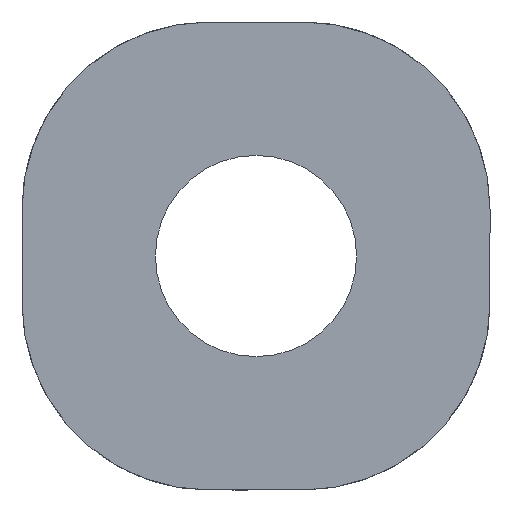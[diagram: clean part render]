
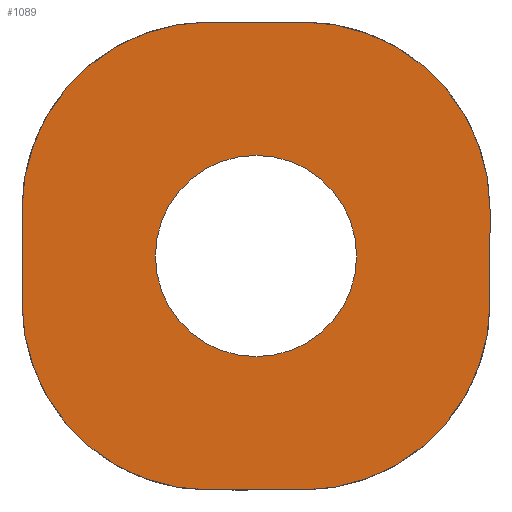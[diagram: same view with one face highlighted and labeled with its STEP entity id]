
A CAD part, front view. The second image highlights one B-rep face of the part: STEP entity #1089.
In plain terms, the highlighted planar face has unit normal (0, -1, 0).
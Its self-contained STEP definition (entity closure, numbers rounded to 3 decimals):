
#11 = CARTESIAN_POINT ( 'NONE',  ( 10., 0., 0. ) ) ;
#80 = DIRECTION ( 'NONE',  ( 0., 0., -1. ) ) ;
#116 = AXIS2_PLACEMENT_3D ( 'NONE', #472, #327, #639 ) ;
#131 = FACE_OUTER_BOUND ( 'NONE', #1213, .T. ) ;
#135 = CIRCLE ( 'NONE', #618, 4. ) ;
#171 = ORIENTED_EDGE ( 'NONE', *, *, #670, .T. ) ;
#256 = ORIENTED_EDGE ( 'NONE', *, *, #1116, .F. ) ;
#263 = CARTESIAN_POINT ( 'NONE',  ( 5., 0., -2.85 ) ) ;
#264 = ORIENTED_EDGE ( 'NONE', *, *, #1343, .T. ) ;
#269 = CARTESIAN_POINT ( 'NONE',  ( 5., 0., -5. ) ) ;
#301 = DIRECTION ( 'NONE',  ( 0., -1., 0. ) ) ;
#327 = DIRECTION ( 'NONE',  ( 0., -1., 0. ) ) ;
#356 = DIRECTION ( 'NONE',  ( 0., -1., 0. ) ) ;
#357 = AXIS2_PLACEMENT_3D ( 'NONE', #1189, #544, #976 ) ;
#363 = EDGE_CURVE ( 'NONE', #757, #1242, #1269, .T. ) ;
#371 = DIRECTION ( 'NONE',  ( 0., 0., 1. ) ) ;
#378 = CARTESIAN_POINT ( 'NONE',  ( 0., 0., 0. ) ) ;
#410 = CARTESIAN_POINT ( 'NONE',  ( 0., 0., -4. ) ) ;
#423 = VERTEX_POINT ( 'NONE', #410 ) ;
#442 = CIRCLE ( 'NONE', #749, 4. ) ;
#452 = ORIENTED_EDGE ( 'NONE', *, *, #958, .F. ) ;
#472 = CARTESIAN_POINT ( 'NONE',  ( 6., 0., -4. ) ) ;
#475 = DIRECTION ( 'NONE',  ( 0., 1., 0. ) ) ;
#484 = CARTESIAN_POINT ( 'NONE',  ( 4., 0., -6. ) ) ;
#501 = VECTOR ( 'NONE', #626, 1000. ) ;
#524 = CARTESIAN_POINT ( 'NONE',  ( 10., 0., -6. ) ) ;
#539 = EDGE_CURVE ( 'NONE', #917, #423, #442, .T. ) ;
#544 = DIRECTION ( 'NONE',  ( 0., -1., 0. ) ) ;
#596 = CARTESIAN_POINT ( 'NONE',  ( 0., 0., -10. ) ) ;
#615 = DIRECTION ( 'NONE',  ( -1., 0., 0. ) ) ;
#617 = VECTOR ( 'NONE', #615, 1000. ) ;
#618 = AXIS2_PLACEMENT_3D ( 'NONE', #484, #301, #718 ) ;
#626 = DIRECTION ( 'NONE',  ( 0., 0., -1. ) ) ;
#639 = DIRECTION ( 'NONE',  ( 0., 0., -1. ) ) ;
#649 = CARTESIAN_POINT ( 'NONE',  ( 6., 0., -10. ) ) ;
#660 = VERTEX_POINT ( 'NONE', #1154 ) ;
#670 = EDGE_CURVE ( 'NONE', #757, #1364, #709, .T. ) ;
#682 = VECTOR ( 'NONE', #1042, 1000. ) ;
#700 = ORIENTED_EDGE ( 'NONE', *, *, #539, .T. ) ;
#709 = CIRCLE ( 'NONE', #116, 4. ) ;
#718 = DIRECTION ( 'NONE',  ( 0., 0., -1. ) ) ;
#749 = AXIS2_PLACEMENT_3D ( 'NONE', #819, #1157, #80 ) ;
#757 = VERTEX_POINT ( 'NONE', #960 ) ;
#788 = DIRECTION ( 'NONE',  ( 0., 0., -1. ) ) ;
#813 = CARTESIAN_POINT ( 'NONE',  ( 4., 0., 0. ) ) ;
#819 = CARTESIAN_POINT ( 'NONE',  ( 4., 0., -4. ) ) ;
#868 = CIRCLE ( 'NONE', #1072, 4. ) ;
#882 = VERTEX_POINT ( 'NONE', #263 ) ;
#884 = CARTESIAN_POINT ( 'NONE',  ( 6., 0., -6. ) ) ;
#898 = EDGE_LOOP ( 'NONE', ( #1002, #979 ) ) ;
#899 = CARTESIAN_POINT ( 'NONE',  ( 4., 0., -10. ) ) ;
#902 = CARTESIAN_POINT ( 'NONE',  ( 5., 0., -5. ) ) ;
#909 = DIRECTION ( 'NONE',  ( 0., 0., 1. ) ) ;
#917 = VERTEX_POINT ( 'NONE', #813 ) ;
#943 = EDGE_CURVE ( 'NONE', #882, #660, #1311, .T. ) ;
#958 = EDGE_CURVE ( 'NONE', #1230, #423, #1015, .T. ) ;
#960 = CARTESIAN_POINT ( 'NONE',  ( 10., 0., -4. ) ) ;
#976 = DIRECTION ( 'NONE',  ( 0., 0., -1. ) ) ;
#979 = ORIENTED_EDGE ( 'NONE', *, *, #982, .T. ) ;
#982 = EDGE_CURVE ( 'NONE', #660, #882, #985, .T. ) ;
#985 = CIRCLE ( 'NONE', #1355, 2.15 ) ;
#1002 = ORIENTED_EDGE ( 'NONE', *, *, #943, .T. ) ;
#1015 = LINE ( 'NONE', #378, #1265 ) ;
#1023 = CARTESIAN_POINT ( 'NONE',  ( 6., 0., 0. ) ) ;
#1026 = LINE ( 'NONE', #1361, #682 ) ;
#1042 = DIRECTION ( 'NONE',  ( 1., 0., 0. ) ) ;
#1072 = AXIS2_PLACEMENT_3D ( 'NONE', #884, #356, #788 ) ;
#1081 = PLANE ( 'NONE',  #357 ) ;
#1089 = ADVANCED_FACE ( 'NONE', ( #1292, #131 ), #1081, .T. ) ;
#1116 = EDGE_CURVE ( 'NONE', #1278, #1294, #1330, .T. ) ;
#1134 = EDGE_CURVE ( 'NONE', #917, #1364, #1026, .T. ) ;
#1136 = CARTESIAN_POINT ( 'NONE',  ( 0., 0., -6. ) ) ;
#1154 = CARTESIAN_POINT ( 'NONE',  ( 5., 0., -7.15 ) ) ;
#1157 = DIRECTION ( 'NONE',  ( 0., -1., 0. ) ) ;
#1174 = EDGE_CURVE ( 'NONE', #1230, #1294, #135, .T. ) ;
#1189 = CARTESIAN_POINT ( 'NONE',  ( 0., 0., 0. ) ) ;
#1191 = ORIENTED_EDGE ( 'NONE', *, *, #1134, .F. ) ;
#1209 = AXIS2_PLACEMENT_3D ( 'NONE', #902, #1218, #371 ) ;
#1213 = EDGE_LOOP ( 'NONE', ( #256, #264, #1256, #171, #1191, #700, #452, #1219 ) ) ;
#1218 = DIRECTION ( 'NONE',  ( 0., 1., 0. ) ) ;
#1219 = ORIENTED_EDGE ( 'NONE', *, *, #1174, .T. ) ;
#1224 = DIRECTION ( 'NONE',  ( 0., 0., 1. ) ) ;
#1230 = VERTEX_POINT ( 'NONE', #1136 ) ;
#1242 = VERTEX_POINT ( 'NONE', #524 ) ;
#1256 = ORIENTED_EDGE ( 'NONE', *, *, #363, .F. ) ;
#1265 = VECTOR ( 'NONE', #1224, 1000. ) ;
#1269 = LINE ( 'NONE', #11, #501 ) ;
#1278 = VERTEX_POINT ( 'NONE', #649 ) ;
#1292 = FACE_BOUND ( 'NONE', #898, .T. ) ;
#1294 = VERTEX_POINT ( 'NONE', #899 ) ;
#1311 = CIRCLE ( 'NONE', #1209, 2.15 ) ;
#1330 = LINE ( 'NONE', #596, #617 ) ;
#1343 = EDGE_CURVE ( 'NONE', #1278, #1242, #868, .T. ) ;
#1355 = AXIS2_PLACEMENT_3D ( 'NONE', #269, #475, #909 ) ;
#1361 = CARTESIAN_POINT ( 'NONE',  ( 0., 0., 0. ) ) ;
#1364 = VERTEX_POINT ( 'NONE', #1023 ) ;
